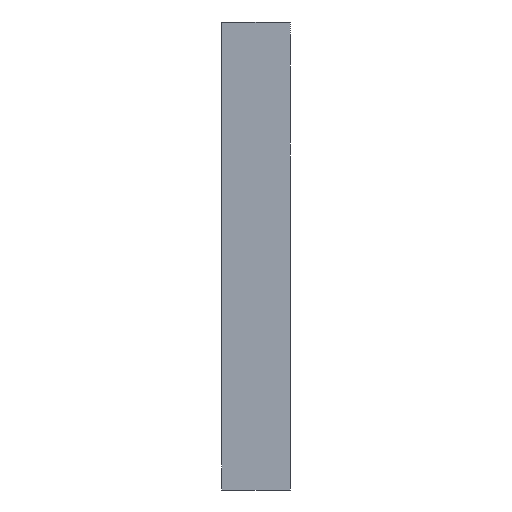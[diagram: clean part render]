
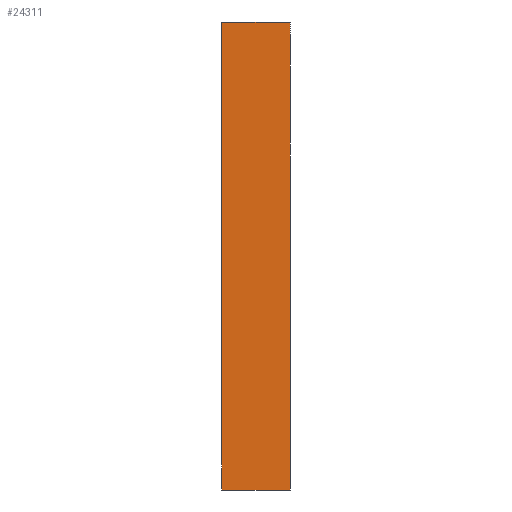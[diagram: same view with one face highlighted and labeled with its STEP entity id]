
A CAD part, left-side view. The second image highlights one B-rep face of the part: STEP entity #24311.
In plain terms, the highlighted planar face has unit normal (-1, 0, 0).
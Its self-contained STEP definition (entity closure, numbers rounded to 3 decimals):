
#2258 = LINE ( 'NONE', #7481, #3214 ) ;
#2624 = ORIENTED_EDGE ( 'NONE', *, *, #13011, .T. ) ;
#3214 = VECTOR ( 'NONE', #5410, 1000. ) ;
#5065 = LINE ( 'NONE', #34986, #30205 ) ;
#5410 = DIRECTION ( 'NONE',  ( 0., -1., 0. ) ) ;
#6169 = ORIENTED_EDGE ( 'NONE', *, *, #23218, .T. ) ;
#7481 = CARTESIAN_POINT ( 'NONE',  ( -10., 1.6, 0. ) ) ;
#9963 = DIRECTION ( 'NONE',  ( 0., -1., 0. ) ) ;
#13011 = EDGE_CURVE ( 'NONE', #22004, #39050, #5065, .T. ) ;
#13540 = EDGE_CURVE ( 'NONE', #15084, #39050, #2258, .T. ) ;
#14144 = EDGE_LOOP ( 'NONE', ( #2624, #19072, #34150, #6169 ) ) ;
#14238 = LINE ( 'NONE', #20855, #24939 ) ;
#14766 = EDGE_CURVE ( 'NONE', #18945, #15084, #14238, .T. ) ;
#15084 = VERTEX_POINT ( 'NONE', #23742 ) ;
#15337 = CARTESIAN_POINT ( 'NONE',  ( -10., 1.6, 0. ) ) ;
#18945 = VERTEX_POINT ( 'NONE', #34080 ) ;
#19072 = ORIENTED_EDGE ( 'NONE', *, *, #13540, .F. ) ;
#19808 = CARTESIAN_POINT ( 'NONE',  ( -10., 1.6, -11. ) ) ;
#20855 = CARTESIAN_POINT ( 'NONE',  ( -10., 1.6, 0. ) ) ;
#21497 = VECTOR ( 'NONE', #9963, 1000. ) ;
#21956 = PLANE ( 'NONE',  #37327 ) ;
#22004 = VERTEX_POINT ( 'NONE', #30402 ) ;
#22551 = CARTESIAN_POINT ( 'NONE',  ( -10., 0., 0. ) ) ;
#22700 = DIRECTION ( 'NONE',  ( 0., 0., 1. ) ) ;
#23218 = EDGE_CURVE ( 'NONE', #18945, #22004, #35993, .T. ) ;
#23742 = CARTESIAN_POINT ( 'NONE',  ( -10., 1.6, 0. ) ) ;
#24311 = ADVANCED_FACE ( 'NONE', ( #35439 ), #21956, .F. ) ;
#24939 = VECTOR ( 'NONE', #32746, 1000. ) ;
#30205 = VECTOR ( 'NONE', #22700, 1000. ) ;
#30402 = CARTESIAN_POINT ( 'NONE',  ( -10., 0., -11. ) ) ;
#32746 = DIRECTION ( 'NONE',  ( 0., 0., 1. ) ) ;
#34080 = CARTESIAN_POINT ( 'NONE',  ( -10., 1.6, -11. ) ) ;
#34150 = ORIENTED_EDGE ( 'NONE', *, *, #14766, .F. ) ;
#34986 = CARTESIAN_POINT ( 'NONE',  ( -10., 0., 0. ) ) ;
#35439 = FACE_OUTER_BOUND ( 'NONE', #14144, .T. ) ;
#35993 = LINE ( 'NONE', #19808, #21497 ) ;
#36801 = DIRECTION ( 'NONE',  ( 1., 0., 0. ) ) ;
#36939 = DIRECTION ( 'NONE',  ( 0., 0., -1. ) ) ;
#37327 = AXIS2_PLACEMENT_3D ( 'NONE', #15337, #36801, #36939 ) ;
#39050 = VERTEX_POINT ( 'NONE', #22551 ) ;
